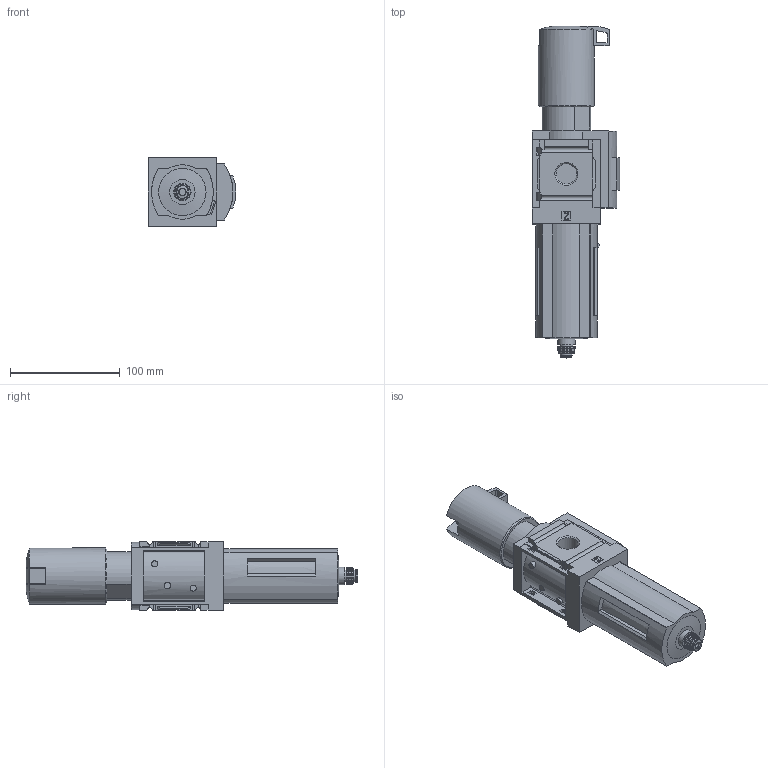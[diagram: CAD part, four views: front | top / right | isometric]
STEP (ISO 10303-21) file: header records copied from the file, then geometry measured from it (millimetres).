
FILE_DESCRIPTION(/* description */ ('STEP AP214'),/* implementation_level */ '2;1');
FILE_NAME(/* name */ '594970_MS6-LFR-1_2-D6-C-R-V-RG-AS-Z',/* time_stamp */ '2024-09-10T17:46:31+02:00',/* author */ ('License CC BY-ND 4.0'),/* organization */ ('CADENAS'),/* preprocessor_version */ 'ST-DEVELOPER v19.3',/* originating_system */ 'PARTsolutions',/* authorisation */ ' ');
FILE_SCHEMA (('AUTOMOTIVE_DESIGN {1 0 10303 214 3 1 1}'));
Length unit declared in the file: millimetre
Products named in the file (3): 594970 MS6-LFR-1/2-D6-C-R-V-RG-AS-Z; 526490 MS6-LFR-1/2-D6-CRV-RG-AS-Z0D; KOND MS6-1-3
Assembly tree (2 placements, depth 2):
  594970 MS6-LFR-1/2-D6-C-R-V-RG-AS-Z
    526490 MS6-LFR-1/2-D6-CRV-RG-AS-Z0D
    KOND MS6-1-3
Bounding box: 79.5 x 301.86 x 62 mm (x, y, z)
Volume: 746218.8 mm3; surface area: 78953.1 mm2
Topology: 2 solids, 2 shells, 297 faces, 781 edges, 511 vertices
Faces by surface type: plane 200, cylinder 62, torus 23, cone 11, sphere 1
Full cylindrical faces by diameter (mm): 5.5 x2, 6 x1, 11 x1, 11.4 x1, 11.6 x1, 11.8 x1, 15.8 x1, 18.631 x2, 51 x1
Entity records: 11111 total; most frequent: CARTESIAN_POINT 1670, DIRECTION 1489, ORIENTED_EDGE 1482, EDGE_CURVE 741, LINE 533, VECTOR 533, VERTEX_POINT 507, AXIS2_PLACEMENT_3D 478
